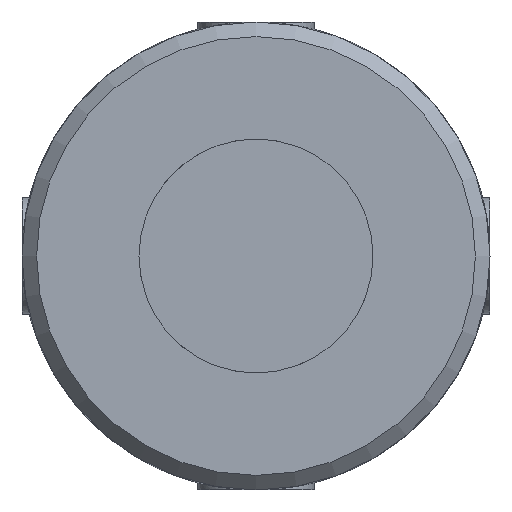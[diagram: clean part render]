
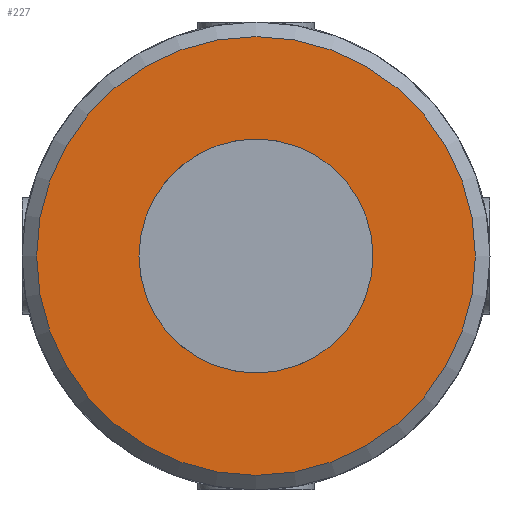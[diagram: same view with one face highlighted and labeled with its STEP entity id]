
A CAD part, left-side view. The second image highlights one B-rep face of the part: STEP entity #227.
In plain terms, the highlighted planar face has unit normal (-1, 0, 0).
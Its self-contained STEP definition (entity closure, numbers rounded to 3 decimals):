
#227 = ADVANCED_FACE( '', ( #451, #452 ), #453, .T. );
#451 = FACE_BOUND( '', #695, .T. );
#452 = FACE_OUTER_BOUND( '', #696, .T. );
#453 = PLANE( '', #697 );
#695 = EDGE_LOOP( '', ( #1064 ) );
#696 = EDGE_LOOP( '', ( #1065 ) );
#697 = AXIS2_PLACEMENT_3D( '', #1066, #1067, #1068 );
#1064 = ORIENTED_EDGE( '', *, *, #1411, .T. );
#1065 = ORIENTED_EDGE( '', *, *, #1493, .F. );
#1066 = CARTESIAN_POINT( '', ( 0., 15., 0. ) );
#1067 = DIRECTION( '', ( -1., 0., 0. ) );
#1068 = DIRECTION( '', ( 0., 0., 1. ) );
#1411 = EDGE_CURVE( '', #1630, #1630, #1631, .T. );
#1493 = EDGE_CURVE( '', #1767, #1767, #1768, .T. );
#1630 = VERTEX_POINT( '', #2130 );
#1631 = CIRCLE( '', #2131, 8. );
#1767 = VERTEX_POINT( '', #2735 );
#1768 = CIRCLE( '', #2736, 15. );
#2130 = CARTESIAN_POINT( '', ( 0., 0., -8. ) );
#2131 = AXIS2_PLACEMENT_3D( '', #3232, #3233, #3234 );
#2735 = CARTESIAN_POINT( '', ( 0., 0., -15. ) );
#2736 = AXIS2_PLACEMENT_3D( '', #3313, #3314, #3315 );
#3232 = CARTESIAN_POINT( '', ( 0., 0., 0. ) );
#3233 = DIRECTION( '', ( 1., 0., 0. ) );
#3234 = DIRECTION( '', ( 0., 0., -1. ) );
#3313 = CARTESIAN_POINT( '', ( 0., 0., 0. ) );
#3314 = DIRECTION( '', ( 1., 0., 0. ) );
#3315 = DIRECTION( '', ( 0., 0., -1. ) );
